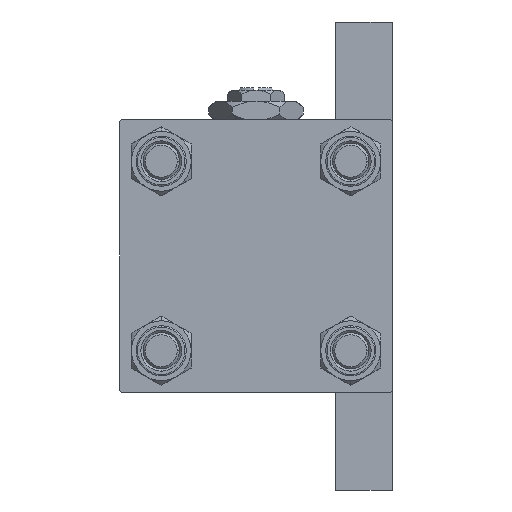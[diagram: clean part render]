
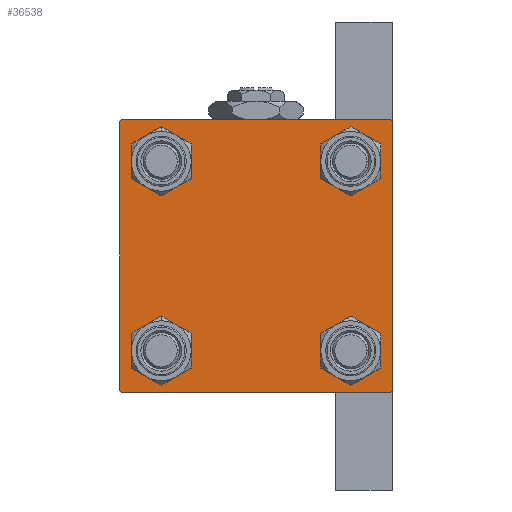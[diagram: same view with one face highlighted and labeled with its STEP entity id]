
A CAD part, left-side view. The second image highlights one B-rep face of the part: STEP entity #36538.
In plain terms, the highlighted planar face has unit normal (-1, 0, 0).
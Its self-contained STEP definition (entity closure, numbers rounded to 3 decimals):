
#45 = ORIENTED_EDGE ( 'NONE', *, *, #21700, .T. ) ;
#83 = DIRECTION ( 'NONE',  ( 0., 0., -1. ) ) ;
#408 = CARTESIAN_POINT ( 'NONE',  ( 0., -30., -29.5 ) ) ;
#637 = EDGE_CURVE ( 'NONE', #40306, #26251, #7553, .T. ) ;
#729 = CARTESIAN_POINT ( 'NONE',  ( 0., 29.5, 30. ) ) ;
#996 = CARTESIAN_POINT ( 'NONE',  ( 0., -29.75, -29.75 ) ) ;
#1342 = CARTESIAN_POINT ( 'NONE',  ( 0., 29.5, -30. ) ) ;
#1665 = CARTESIAN_POINT ( 'NONE',  ( 0., -20.85, 20.85 ) ) ;
#3058 = AXIS2_PLACEMENT_3D ( 'NONE', #1665, #3677, #26371 ) ;
#3677 = DIRECTION ( 'NONE',  ( 1., 0., 0. ) ) ;
#3712 = DIRECTION ( 'NONE',  ( 1., 0., 0. ) ) ;
#3796 = CIRCLE ( 'NONE', #37171, 4.5 ) ;
#3931 = VERTEX_POINT ( 'NONE', #39945 ) ;
#4107 = ORIENTED_EDGE ( 'NONE', *, *, #42409, .F. ) ;
#5432 = EDGE_CURVE ( 'NONE', #22150, #10501, #3796, .T. ) ;
#5507 = ORIENTED_EDGE ( 'NONE', *, *, #35024, .T. ) ;
#5859 = CARTESIAN_POINT ( 'NONE',  ( 0., -20.85, 16.35 ) ) ;
#6006 = VERTEX_POINT ( 'NONE', #21815 ) ;
#6095 = CIRCLE ( 'NONE', #32171, 4.5 ) ;
#6848 = LINE ( 'NONE', #44856, #40022 ) ;
#7275 = FACE_BOUND ( 'NONE', #11636, .T. ) ;
#7527 = CARTESIAN_POINT ( 'NONE',  ( 0., -20.85, 20.85 ) ) ;
#7553 = LINE ( 'NONE', #38662, #45097 ) ;
#8025 = ORIENTED_EDGE ( 'NONE', *, *, #36583, .T. ) ;
#8036 = EDGE_CURVE ( 'NONE', #16362, #41397, #33202, .T. ) ;
#8060 = LINE ( 'NONE', #47555, #33570 ) ;
#8090 = DIRECTION ( 'NONE',  ( 1., 0., 0. ) ) ;
#8253 = ORIENTED_EDGE ( 'NONE', *, *, #46003, .T. ) ;
#8411 = DIRECTION ( 'NONE',  ( 0., -0.707, 0.707 ) ) ;
#9770 = DIRECTION ( 'NONE',  ( 0., 0., 1. ) ) ;
#10057 = CARTESIAN_POINT ( 'NONE',  ( 0., 20.85, 20.85 ) ) ;
#10501 = VERTEX_POINT ( 'NONE', #45113 ) ;
#10652 = DIRECTION ( 'NONE',  ( 0., 0., 1. ) ) ;
#11096 = FACE_BOUND ( 'NONE', #44338, .T. ) ;
#11110 = CARTESIAN_POINT ( 'NONE',  ( 0., 20.85, -16.35 ) ) ;
#11636 = EDGE_LOOP ( 'NONE', ( #8025, #8253 ) ) ;
#11763 = ORIENTED_EDGE ( 'NONE', *, *, #25844, .T. ) ;
#11808 = ORIENTED_EDGE ( 'NONE', *, *, #25045, .F. ) ;
#12621 = EDGE_CURVE ( 'NONE', #46917, #25078, #20546, .T. ) ;
#14371 = DIRECTION ( 'NONE',  ( 0., -1., 0. ) ) ;
#14865 = CARTESIAN_POINT ( 'NONE',  ( 0., -20.85, 25.35 ) ) ;
#14979 = EDGE_LOOP ( 'NONE', ( #49057, #40119 ) ) ;
#15616 = VECTOR ( 'NONE', #8411, 1000. ) ;
#16073 = EDGE_CURVE ( 'NONE', #25776, #35059, #50411, .T. ) ;
#16113 = EDGE_CURVE ( 'NONE', #3931, #6006, #31061, .T. ) ;
#16362 = VERTEX_POINT ( 'NONE', #37877 ) ;
#17573 = CIRCLE ( 'NONE', #46896, 4.5 ) ;
#18146 = CARTESIAN_POINT ( 'NONE',  ( 0., 30., -29.5 ) ) ;
#19473 = CARTESIAN_POINT ( 'NONE',  ( 0., 30., 29.5 ) ) ;
#20234 = LINE ( 'NONE', #35033, #31443 ) ;
#20546 = LINE ( 'NONE', #36083, #37312 ) ;
#21024 = DIRECTION ( 'NONE',  ( 1., 0., 0. ) ) ;
#21700 = EDGE_CURVE ( 'NONE', #26251, #26321, #6848, .T. ) ;
#21815 = CARTESIAN_POINT ( 'NONE',  ( 0., -29.5, 30. ) ) ;
#21988 = CARTESIAN_POINT ( 'NONE',  ( 0., -29.5, -30. ) ) ;
#22150 = VERTEX_POINT ( 'NONE', #34854 ) ;
#22162 = VERTEX_POINT ( 'NONE', #408 ) ;
#22347 = CARTESIAN_POINT ( 'NONE',  ( 0., 0., 0. ) ) ;
#22416 = EDGE_LOOP ( 'NONE', ( #11763, #45653, #45, #48255, #4107, #32740, #11808, #47627 ) ) ;
#23096 = FACE_BOUND ( 'NONE', #28711, .T. ) ;
#23784 = DIRECTION ( 'NONE',  ( 0., 0., 1. ) ) ;
#24023 = AXIS2_PLACEMENT_3D ( 'NONE', #22347, #30237, #30487 ) ;
#24324 = VERTEX_POINT ( 'NONE', #14865 ) ;
#24589 = CARTESIAN_POINT ( 'NONE',  ( 0., 20.85, 20.85 ) ) ;
#25045 = EDGE_CURVE ( 'NONE', #46917, #6006, #33755, .T. ) ;
#25078 = VERTEX_POINT ( 'NONE', #19473 ) ;
#25374 = DIRECTION ( 'NONE',  ( 0., 0., 1. ) ) ;
#25586 = AXIS2_PLACEMENT_3D ( 'NONE', #38141, #41969, #41715 ) ;
#25776 = VERTEX_POINT ( 'NONE', #11110 ) ;
#25844 = EDGE_CURVE ( 'NONE', #25078, #40306, #8060, .T. ) ;
#26119 = DIRECTION ( 'NONE',  ( 1., 0., 0. ) ) ;
#26251 = VERTEX_POINT ( 'NONE', #1342 ) ;
#26321 = VERTEX_POINT ( 'NONE', #21988 ) ;
#26371 = DIRECTION ( 'NONE',  ( 0., 0., 1. ) ) ;
#26623 = VERTEX_POINT ( 'NONE', #5859 ) ;
#26661 = CIRCLE ( 'NONE', #3058, 4.5 ) ;
#26681 = CARTESIAN_POINT ( 'NONE',  ( 0., 20.85, -25.35 ) ) ;
#26956 = DIRECTION ( 'NONE',  ( 0., 0., 1. ) ) ;
#28711 = EDGE_LOOP ( 'NONE', ( #41355, #39215 ) ) ;
#30237 = DIRECTION ( 'NONE',  ( -1., 0., 0. ) ) ;
#30312 = EDGE_CURVE ( 'NONE', #26321, #22162, #43325, .T. ) ;
#30487 = DIRECTION ( 'NONE',  ( 0., 0., 1. ) ) ;
#30849 = AXIS2_PLACEMENT_3D ( 'NONE', #43257, #8090, #26956 ) ;
#31061 = LINE ( 'NONE', #35636, #43922 ) ;
#31443 = VECTOR ( 'NONE', #83, 1000. ) ;
#31573 = AXIS2_PLACEMENT_3D ( 'NONE', #24589, #21024, #9770 ) ;
#32171 = AXIS2_PLACEMENT_3D ( 'NONE', #7527, #3712, #50079 ) ;
#32278 = DIRECTION ( 'NONE',  ( 0., -0.707, -0.707 ) ) ;
#32689 = CARTESIAN_POINT ( 'NONE',  ( 0., -20.85, -20.85 ) ) ;
#32740 = ORIENTED_EDGE ( 'NONE', *, *, #16113, .T. ) ;
#33202 = CIRCLE ( 'NONE', #31573, 4.5 ) ;
#33570 = VECTOR ( 'NONE', #39406, 1000. ) ;
#33755 = LINE ( 'NONE', #36138, #42501 ) ;
#34854 = CARTESIAN_POINT ( 'NONE',  ( 0., -20.85, -25.35 ) ) ;
#35024 = EDGE_CURVE ( 'NONE', #35059, #25776, #40251, .T. ) ;
#35033 = CARTESIAN_POINT ( 'NONE',  ( 0., -30., 30. ) ) ;
#35059 = VERTEX_POINT ( 'NONE', #26681 ) ;
#35636 = CARTESIAN_POINT ( 'NONE',  ( 0., -29.75, 29.75 ) ) ;
#36083 = CARTESIAN_POINT ( 'NONE',  ( 0., 29.75, 29.75 ) ) ;
#36138 = CARTESIAN_POINT ( 'NONE',  ( 0., 30., 30. ) ) ;
#36538 = ADVANCED_FACE ( 'NONE', ( #7275, #46533, #11096, #23096, #38122 ), #38635, .T. ) ;
#36583 = EDGE_CURVE ( 'NONE', #24324, #26623, #6095, .T. ) ;
#37171 = AXIS2_PLACEMENT_3D ( 'NONE', #32689, #43898, #23784 ) ;
#37312 = VECTOR ( 'NONE', #47798, 1000. ) ;
#37707 = DIRECTION ( 'NONE',  ( 0., -1., 0. ) ) ;
#37877 = CARTESIAN_POINT ( 'NONE',  ( 0., 20.85, 25.35 ) ) ;
#38122 = FACE_OUTER_BOUND ( 'NONE', #22416, .T. ) ;
#38141 = CARTESIAN_POINT ( 'NONE',  ( 0., 20.85, -20.85 ) ) ;
#38538 = EDGE_CURVE ( 'NONE', #41397, #16362, #17573, .T. ) ;
#38635 = PLANE ( 'NONE',  #24023 ) ;
#38662 = CARTESIAN_POINT ( 'NONE',  ( 0., 29.75, -29.75 ) ) ;
#39215 = ORIENTED_EDGE ( 'NONE', *, *, #38538, .T. ) ;
#39406 = DIRECTION ( 'NONE',  ( 0., 0., -1. ) ) ;
#39945 = CARTESIAN_POINT ( 'NONE',  ( 0., -30., 29.5 ) ) ;
#40022 = VECTOR ( 'NONE', #37707, 1000. ) ;
#40119 = ORIENTED_EDGE ( 'NONE', *, *, #5432, .T. ) ;
#40251 = CIRCLE ( 'NONE', #25586, 4.5 ) ;
#40306 = VERTEX_POINT ( 'NONE', #18146 ) ;
#41355 = ORIENTED_EDGE ( 'NONE', *, *, #8036, .T. ) ;
#41397 = VERTEX_POINT ( 'NONE', #49467 ) ;
#41715 = DIRECTION ( 'NONE',  ( 0., 0., 1. ) ) ;
#41969 = DIRECTION ( 'NONE',  ( 1., 0., 0. ) ) ;
#42409 = EDGE_CURVE ( 'NONE', #3931, #22162, #20234, .T. ) ;
#42501 = VECTOR ( 'NONE', #14371, 1000. ) ;
#43257 = CARTESIAN_POINT ( 'NONE',  ( 0., -20.85, -20.85 ) ) ;
#43271 = DIRECTION ( 'NONE',  ( 0., 0.707, 0.707 ) ) ;
#43325 = LINE ( 'NONE', #996, #15616 ) ;
#43898 = DIRECTION ( 'NONE',  ( 1., 0., 0. ) ) ;
#43922 = VECTOR ( 'NONE', #43271, 1000. ) ;
#44338 = EDGE_LOOP ( 'NONE', ( #45787, #5507 ) ) ;
#44725 = AXIS2_PLACEMENT_3D ( 'NONE', #45339, #45590, #10652 ) ;
#44856 = CARTESIAN_POINT ( 'NONE',  ( 0., 30., -30. ) ) ;
#45097 = VECTOR ( 'NONE', #32278, 1000. ) ;
#45113 = CARTESIAN_POINT ( 'NONE',  ( 0., -20.85, -16.35 ) ) ;
#45339 = CARTESIAN_POINT ( 'NONE',  ( 0., 20.85, -20.85 ) ) ;
#45513 = CIRCLE ( 'NONE', #30849, 4.5 ) ;
#45590 = DIRECTION ( 'NONE',  ( 1., 0., 0. ) ) ;
#45653 = ORIENTED_EDGE ( 'NONE', *, *, #637, .T. ) ;
#45787 = ORIENTED_EDGE ( 'NONE', *, *, #16073, .T. ) ;
#46003 = EDGE_CURVE ( 'NONE', #26623, #24324, #26661, .T. ) ;
#46533 = FACE_BOUND ( 'NONE', #14979, .T. ) ;
#46896 = AXIS2_PLACEMENT_3D ( 'NONE', #10057, #26119, #25374 ) ;
#46917 = VERTEX_POINT ( 'NONE', #729 ) ;
#47555 = CARTESIAN_POINT ( 'NONE',  ( 0., 30., 30. ) ) ;
#47627 = ORIENTED_EDGE ( 'NONE', *, *, #12621, .T. ) ;
#47798 = DIRECTION ( 'NONE',  ( 0., 0.707, -0.707 ) ) ;
#48255 = ORIENTED_EDGE ( 'NONE', *, *, #30312, .T. ) ;
#48930 = EDGE_CURVE ( 'NONE', #10501, #22150, #45513, .T. ) ;
#49057 = ORIENTED_EDGE ( 'NONE', *, *, #48930, .T. ) ;
#49467 = CARTESIAN_POINT ( 'NONE',  ( 0., 20.85, 16.35 ) ) ;
#50079 = DIRECTION ( 'NONE',  ( 0., 0., 1. ) ) ;
#50411 = CIRCLE ( 'NONE', #44725, 4.5 ) ;
